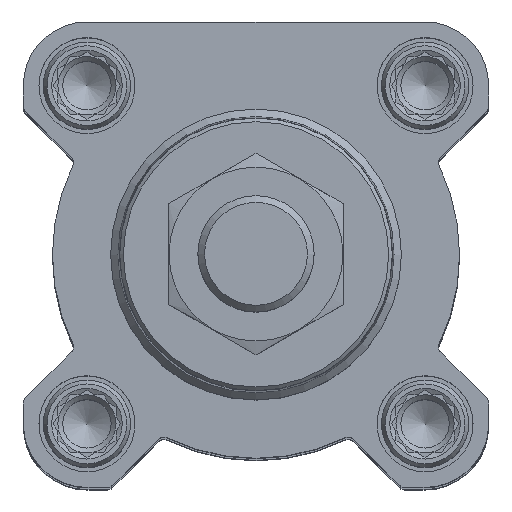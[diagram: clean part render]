
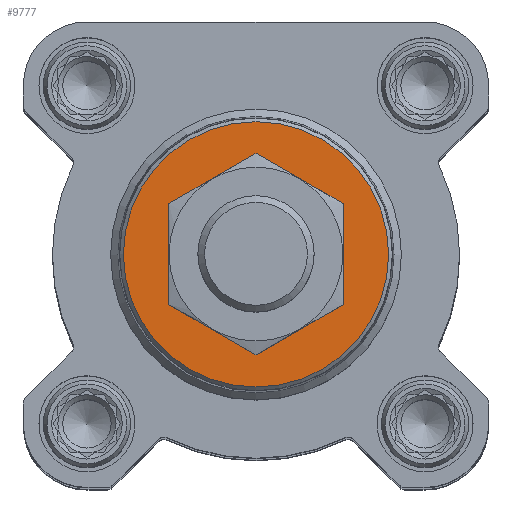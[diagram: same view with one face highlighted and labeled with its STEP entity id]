
A CAD part, top view. The second image highlights one B-rep face of the part: STEP entity #9777.
In plain terms, the highlighted planar face has unit normal (0, 0, 1).
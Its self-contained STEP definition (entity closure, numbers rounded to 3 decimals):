
#1205=PLANE('',#10338);
#1568=CIRCLE('',#10339,18.242);
#1569=CIRCLE('',#10340,10.);
#2311=ORIENTED_EDGE('',*,*,#4076,.F.);
#2312=ORIENTED_EDGE('',*,*,#4077,.T.);
#4076=EDGE_CURVE('',#4995,#4995,#1568,.T.);
#4077=EDGE_CURVE('',#4996,#4996,#1569,.T.);
#4995=VERTEX_POINT('',#14138);
#4996=VERTEX_POINT('',#14140);
#5691=EDGE_LOOP('',(#2311));
#5692=EDGE_LOOP('',(#2312));
#6284=FACE_BOUND('',#5691,.T.);
#6285=FACE_BOUND('',#5692,.T.);
#9777=ADVANCED_FACE('',(#6284,#6285),#1205,.F.);
#10338=AXIS2_PLACEMENT_3D('',#14136,#11321,#11322);
#10339=AXIS2_PLACEMENT_3D('',#14137,#11323,#11324);
#10340=AXIS2_PLACEMENT_3D('',#14139,#11325,#11326);
#11321=DIRECTION('',(0.,0.,-1.));
#11322=DIRECTION('',(-1.,0.,0.));
#11323=DIRECTION('',(0.,0.,-1.));
#11324=DIRECTION('',(-1.,0.,0.));
#11325=DIRECTION('',(0.,0.,-1.));
#11326=DIRECTION('',(-1.,0.,0.));
#14136=CARTESIAN_POINT('',(0.,0.,26.8));
#14137=CARTESIAN_POINT('',(0.,0.,26.8));
#14138=CARTESIAN_POINT('',(-18.242,0.,26.8));
#14139=CARTESIAN_POINT('',(0.,0.,26.8));
#14140=CARTESIAN_POINT('',(-10.,0.,26.8));
